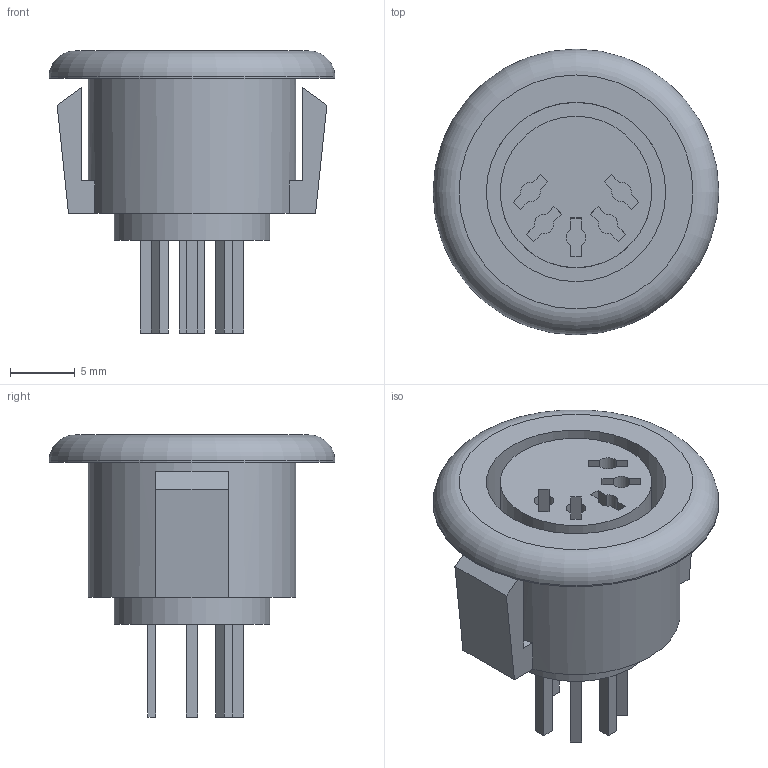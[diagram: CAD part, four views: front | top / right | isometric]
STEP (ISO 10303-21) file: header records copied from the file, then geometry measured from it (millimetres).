
FILE_DESCRIPTION(/* description */ (''),/* implementation_level */ '2;1');
FILE_NAME(/* name */ 'MIDI Port v2.step',/* time_stamp */ '2025-06-09T17:45:53+10:00',/* author */ (''),/* organization */ (''),/* preprocessor_version */ 'ST-DEVELOPER v20.1',/* originating_system */ 'Autodesk Translation Framework v14.10.0.0',/* authorisation */ '');
FILE_SCHEMA (('AUTOMOTIVE_DESIGN { 1 0 10303 214 3 1 1 }'));
Length unit declared in the file: millimetre
Products named in the file (1): MIDI Port
Bounding box: 22 x 22 x 21.7 mm (x, y, z)
Volume: 2805.4 mm3; surface area: 2837.2 mm2
Topology: 1 solids, 1 shells, 99 faces, 245 edges, 163 vertices
Faces by surface type: plane 83, cylinder 15, torus 1
Full cylindrical faces by diameter (mm): 11.65 x1, 12 x1, 13.8 x1, 16 x1, 22 x1
Entity records: 2975 total; most frequent: CARTESIAN_POINT 508, ORIENTED_EDGE 490, DIRECTION 481, EDGE_CURVE 245, LINE 209, VECTOR 209, VERTEX_POINT 163, AXIS2_PLACEMENT_3D 136
